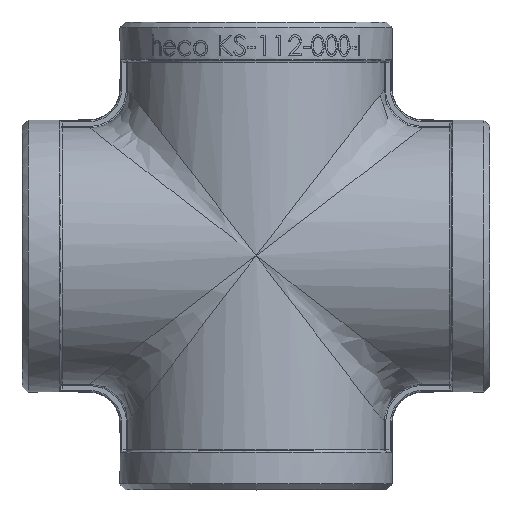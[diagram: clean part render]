
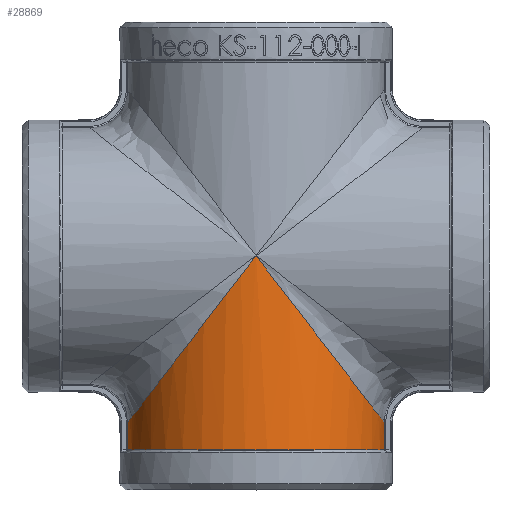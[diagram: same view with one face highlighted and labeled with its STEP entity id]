
A CAD part, top view. The second image highlights one B-rep face of the part: STEP entity #28869.
In plain terms, the highlighted cylindrical face has radius 26.75 mm (diameter 53.5 mm), a partial arc.
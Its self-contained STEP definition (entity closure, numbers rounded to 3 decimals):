
#49 = EDGE_CURVE ( 'NONE', #847, #843, #915, .T. ) ;
#431 = EDGE_CURVE ( 'NONE', #843, #818, #30254, .T. ) ;
#444 = EDGE_CURVE ( 'NONE', #759, #847, #10684, .T. ) ;
#450 = EDGE_CURVE ( 'NONE', #818, #808, #13405, .T. ) ;
#461 = EDGE_CURVE ( 'NONE', #808, #759, #10700, .T. ) ;
#759 = VERTEX_POINT ( 'NONE', #14515 ) ;
#808 = VERTEX_POINT ( 'NONE', #14495 ) ;
#818 = VERTEX_POINT ( 'NONE', #14541 ) ;
#843 = VERTEX_POINT ( 'NONE', #14570 ) ;
#847 = VERTEX_POINT ( 'NONE', #14588 ) ;
#893 = DIRECTION ( 'NONE',  ( 0., -1., 0. ) ) ;
#915 = LINE ( 'NONE', #940, #5752 ) ;
#940 = CARTESIAN_POINT ( 'NONE',  ( 26.606, 20.25, 2.769 ) ) ;
#5752 = VECTOR ( 'NONE', #893, 1000. ) ;
#10684 = B_SPLINE_CURVE_WITH_KNOTS ( 'NONE', 3,
 ( #13372, #13388, #13386, #13367, #13380, #13409, #13373, #13375 ),
 .UNSPECIFIED., .F., .F.,
 ( 4, 1, 1, 1, 1, 4 ),
 ( 0., 0.143, 0.429, 0.714, 0.857, 1. ),
 .UNSPECIFIED. ) ;
#10700 = B_SPLINE_CURVE_WITH_KNOTS ( 'NONE', 3,
 ( #13639, #11921, #11928, #11875, #11891, #11845, #11934 ),
 .UNSPECIFIED., .F., .F.,
 ( 4, 1, 1, 1, 4 ),
 ( 0., 0.143, 0.429, 0.714, 1. ),
 .UNSPECIFIED. ) ;
#11845 = CARTESIAN_POINT ( 'NONE',  ( -3.738, -4.855, 26.75 ) ) ;
#11875 = CARTESIAN_POINT ( 'NONE',  ( -20.482, -26.608, 18.42 ) ) ;
#11891 = CARTESIAN_POINT ( 'NONE',  ( -11.211, -14.563, 25.161 ) ) ;
#11921 = CARTESIAN_POINT ( 'NONE',  ( -26.413, -34.312, 4.628 ) ) ;
#11928 = CARTESIAN_POINT ( 'NONE',  ( -25.25, -32.802, 10.145 ) ) ;
#11934 = CARTESIAN_POINT ( 'NONE',  ( 0., 0., 26.75 ) ) ;
#13138 = DIRECTION ( 'NONE',  ( -1., 0., 0. ) ) ;
#13141 = CARTESIAN_POINT ( 'NONE',  ( 0., -40.2, 0. ) ) ;
#13158 = DIRECTION ( 'NONE',  ( 0., -1., 0. ) ) ;
#13367 = CARTESIAN_POINT ( 'NONE',  ( 16.202, -21.047, 22.279 ) ) ;
#13372 = CARTESIAN_POINT ( 'NONE',  ( 0., 0., 26.75 ) ) ;
#13373 = CARTESIAN_POINT ( 'NONE',  ( 26.413, -34.312, 4.628 ) ) ;
#13375 = CARTESIAN_POINT ( 'NONE',  ( 26.606, -34.563, 2.769 ) ) ;
#13380 = CARTESIAN_POINT ( 'NONE',  ( 22.586, -29.341, 15.175 ) ) ;
#13386 = CARTESIAN_POINT ( 'NONE',  ( 7.476, -9.712, 26.165 ) ) ;
#13388 = CARTESIAN_POINT ( 'NONE',  ( 1.869, -2.428, 26.75 ) ) ;
#13405 = LINE ( 'NONE', #13470, #30269 ) ;
#13409 = CARTESIAN_POINT ( 'NONE',  ( 25.634, -33.3, 8.304 ) ) ;
#13423 = DIRECTION ( 'NONE',  ( 0., 1., 0. ) ) ;
#13470 = CARTESIAN_POINT ( 'NONE',  ( -26.606, 20.25, 2.769 ) ) ;
#13639 = CARTESIAN_POINT ( 'NONE',  ( -26.606, -34.563, 2.769 ) ) ;
#14495 = CARTESIAN_POINT ( 'NONE',  ( -26.606, -34.563, 2.769 ) ) ;
#14515 = CARTESIAN_POINT ( 'NONE',  ( 0., 0., 26.75 ) ) ;
#14541 = CARTESIAN_POINT ( 'NONE',  ( -26.606, -40.2, 2.769 ) ) ;
#14570 = CARTESIAN_POINT ( 'NONE',  ( 26.606, -40.2, 2.769 ) ) ;
#14588 = CARTESIAN_POINT ( 'NONE',  ( 26.606, -34.563, 2.769 ) ) ;
#16781 = AXIS2_PLACEMENT_3D ( 'NONE', #24792, #24774, #24777 ) ;
#24752 = CYLINDRICAL_SURFACE ( 'NONE', #16781, 26.75 ) ;
#24774 = DIRECTION ( 'NONE',  ( 0., 1., 0. ) ) ;
#24777 = DIRECTION ( 'NONE',  ( 1., 0., 0. ) ) ;
#24783 = FACE_OUTER_BOUND ( 'NONE', #25420, .T. ) ;
#24792 = CARTESIAN_POINT ( 'NONE',  ( 0., 20.25, 0. ) ) ;
#25420 = EDGE_LOOP ( 'NONE', ( #25491, #25501, #25472, #25521, #25477 ) ) ;
#25472 = ORIENTED_EDGE ( 'NONE', *, *, #461, .F. ) ;
#25477 = ORIENTED_EDGE ( 'NONE', *, *, #431, .F. ) ;
#25491 = ORIENTED_EDGE ( 'NONE', *, *, #49, .F. ) ;
#25501 = ORIENTED_EDGE ( 'NONE', *, *, #444, .F. ) ;
#25521 = ORIENTED_EDGE ( 'NONE', *, *, #450, .F. ) ;
#28869 = ADVANCED_FACE ( 'NONE', ( #24783 ), #24752, .T. ) ;
#30250 = AXIS2_PLACEMENT_3D ( 'NONE', #13141, #13158, #13138 ) ;
#30254 = CIRCLE ( 'NONE', #30250, 26.75 ) ;
#30269 = VECTOR ( 'NONE', #13423, 1000. ) ;
